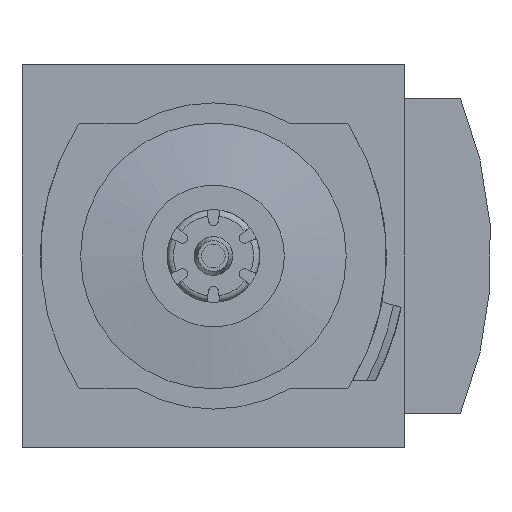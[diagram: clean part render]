
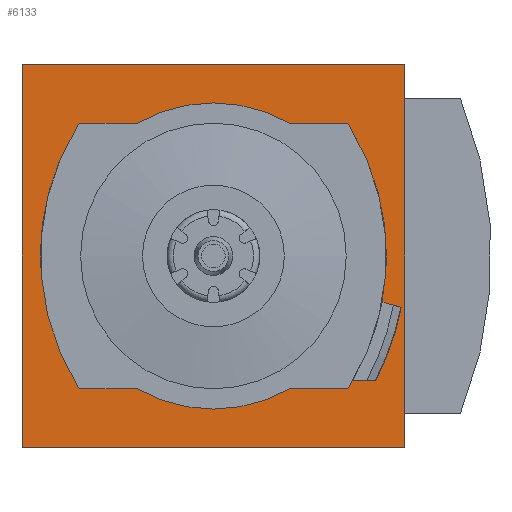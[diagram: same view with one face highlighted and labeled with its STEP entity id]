
A CAD part, front view. The second image highlights one B-rep face of the part: STEP entity #6133.
In plain terms, the highlighted planar face has unit normal (0, -1, 0).
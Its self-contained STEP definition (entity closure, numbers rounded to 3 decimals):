
#117=PLANE('',#6435);
#456=LINE('',#8636,#964);
#457=LINE('',#8639,#965);
#458=LINE('',#8641,#966);
#459=LINE('',#8643,#967);
#460=LINE('',#8644,#968);
#461=LINE('',#8648,#969);
#462=LINE('',#8651,#970);
#463=LINE('',#8655,#971);
#464=LINE('',#8660,#972);
#465=LINE('',#8664,#973);
#964=VECTOR('',#7153,1000.);
#965=VECTOR('',#7154,1000.);
#966=VECTOR('',#7155,1000.);
#967=VECTOR('',#7156,1000.);
#968=VECTOR('',#7157,1000.);
#969=VECTOR('',#7160,1000.);
#970=VECTOR('',#7163,1000.);
#971=VECTOR('',#7166,1000.);
#972=VECTOR('',#7171,1000.);
#973=VECTOR('',#7174,1000.);
#1297=CIRCLE('',#6427,40.);
#1299=CIRCLE('',#6429,40.);
#1303=CIRCLE('',#6434,40.);
#1304=CIRCLE('',#6436,41.2);
#1305=CIRCLE('',#6437,0.5);
#1306=CIRCLE('',#6438,24.8);
#1307=CIRCLE('',#6439,0.5);
#1308=CIRCLE('',#6440,0.5);
#1309=CIRCLE('',#6441,24.8);
#1310=CIRCLE('',#6442,0.5);
#1772=ORIENTED_EDGE('',*,*,#3020,.F.);
#1773=ORIENTED_EDGE('',*,*,#3021,.F.);
#1774=ORIENTED_EDGE('',*,*,#3022,.F.);
#1775=ORIENTED_EDGE('',*,*,#3023,.F.);
#1776=ORIENTED_EDGE('',*,*,#3009,.T.);
#1777=ORIENTED_EDGE('',*,*,#3024,.F.);
#1778=ORIENTED_EDGE('',*,*,#3025,.F.);
#1779=ORIENTED_EDGE('',*,*,#3026,.F.);
#1780=ORIENTED_EDGE('',*,*,#3005,.T.);
#1781=ORIENTED_EDGE('',*,*,#3027,.T.);
#1782=ORIENTED_EDGE('',*,*,#3028,.T.);
#1783=ORIENTED_EDGE('',*,*,#3029,.T.);
#1784=ORIENTED_EDGE('',*,*,#3030,.T.);
#1785=ORIENTED_EDGE('',*,*,#3031,.T.);
#1786=ORIENTED_EDGE('',*,*,#3017,.T.);
#1787=ORIENTED_EDGE('',*,*,#3032,.T.);
#1788=ORIENTED_EDGE('',*,*,#3033,.T.);
#1789=ORIENTED_EDGE('',*,*,#3034,.T.);
#1790=ORIENTED_EDGE('',*,*,#3035,.T.);
#1791=ORIENTED_EDGE('',*,*,#3036,.T.);
#3005=EDGE_CURVE('',#3630,#3629,#1297,.T.);
#3009=EDGE_CURVE('',#3626,#3633,#1299,.T.);
#3017=EDGE_CURVE('',#3638,#3641,#1303,.T.);
#3020=EDGE_CURVE('',#3642,#3643,#456,.T.);
#3021=EDGE_CURVE('',#3644,#3642,#457,.T.);
#3022=EDGE_CURVE('',#3645,#3644,#458,.T.);
#3023=EDGE_CURVE('',#3643,#3645,#459,.T.);
#3024=EDGE_CURVE('',#3646,#3633,#460,.T.);
#3025=EDGE_CURVE('',#3647,#3646,#1304,.F.);
#3026=EDGE_CURVE('',#3630,#3647,#461,.T.);
#3027=EDGE_CURVE('',#3629,#3648,#1305,.T.);
#3028=EDGE_CURVE('',#3648,#3649,#462,.T.);
#3029=EDGE_CURVE('',#3649,#3650,#1306,.T.);
#3030=EDGE_CURVE('',#3650,#3651,#463,.T.);
#3031=EDGE_CURVE('',#3651,#3638,#1307,.T.);
#3032=EDGE_CURVE('',#3641,#3652,#1308,.T.);
#3033=EDGE_CURVE('',#3652,#3653,#464,.T.);
#3034=EDGE_CURVE('',#3653,#3654,#1309,.T.);
#3035=EDGE_CURVE('',#3654,#3655,#465,.T.);
#3036=EDGE_CURVE('',#3655,#3626,#1310,.T.);
#3626=VERTEX_POINT('',#8601);
#3629=VERTEX_POINT('',#8606);
#3630=VERTEX_POINT('',#8608);
#3633=VERTEX_POINT('',#8614);
#3638=VERTEX_POINT('',#8626);
#3641=VERTEX_POINT('',#8631);
#3642=VERTEX_POINT('',#8637);
#3643=VERTEX_POINT('',#8638);
#3644=VERTEX_POINT('',#8640);
#3645=VERTEX_POINT('',#8642);
#3646=VERTEX_POINT('',#8645);
#3647=VERTEX_POINT('',#8647);
#3648=VERTEX_POINT('',#8650);
#3649=VERTEX_POINT('',#8652);
#3650=VERTEX_POINT('',#8654);
#3651=VERTEX_POINT('',#8656);
#3652=VERTEX_POINT('',#8659);
#3653=VERTEX_POINT('',#8661);
#3654=VERTEX_POINT('',#8663);
#3655=VERTEX_POINT('',#8665);
#3999=EDGE_LOOP('',(#1772,#1773,#1774,#1775));
#4000=EDGE_LOOP('',(#1776,#1777,#1778,#1779,#1780,#1781,#1782,#1783,#1784,
#1785,#1786,#1787,#1788,#1789,#1790,#1791));
#4290=FACE_BOUND('',#3999,.T.);
#4291=FACE_BOUND('',#4000,.T.);
#6133=ADVANCED_FACE('',(#4290,#4291),#117,.F.);
#6427=AXIS2_PLACEMENT_3D('',#8607,#7127,#7128);
#6429=AXIS2_PLACEMENT_3D('',#8615,#7133,#7134);
#6434=AXIS2_PLACEMENT_3D('',#8632,#7147,#7148);
#6435=AXIS2_PLACEMENT_3D('',#8635,#7151,#7152);
#6436=AXIS2_PLACEMENT_3D('',#8646,#7158,#7159);
#6437=AXIS2_PLACEMENT_3D('',#8649,#7161,#7162);
#6438=AXIS2_PLACEMENT_3D('',#8653,#7164,#7165);
#6439=AXIS2_PLACEMENT_3D('',#8657,#7167,#7168);
#6440=AXIS2_PLACEMENT_3D('',#8658,#7169,#7170);
#6441=AXIS2_PLACEMENT_3D('',#8662,#7172,#7173);
#6442=AXIS2_PLACEMENT_3D('',#8666,#7175,#7176);
#7127=DIRECTION('',(0.,1.,0.));
#7128=DIRECTION('',(1.,0.,0.));
#7133=DIRECTION('',(0.,1.,0.));
#7134=DIRECTION('',(1.,0.,0.));
#7147=DIRECTION('',(0.,1.,0.));
#7148=DIRECTION('',(1.,0.,0.));
#7151=DIRECTION('',(0.,1.,0.));
#7152=DIRECTION('',(0.,0.,1.));
#7153=DIRECTION('',(-1.,0.,0.));
#7154=DIRECTION('',(0.,0.,-1.));
#7155=DIRECTION('',(1.,0.,0.));
#7156=DIRECTION('',(0.,0.,1.));
#7157=DIRECTION('',(-0.966,0.,0.259));
#7158=DIRECTION('',(0.,1.,0.));
#7159=DIRECTION('',(0.,0.,1.));
#7160=DIRECTION('',(1.,0.,0.));
#7161=DIRECTION('',(0.,1.,0.));
#7162=DIRECTION('',(1.,0.,0.));
#7163=DIRECTION('',(-1.,0.,0.));
#7164=DIRECTION('',(0.,1.,0.));
#7165=DIRECTION('',(1.,0.,0.));
#7166=DIRECTION('',(-1.,0.,0.));
#7167=DIRECTION('',(0.,1.,0.));
#7168=DIRECTION('',(1.,0.,0.));
#7169=DIRECTION('',(0.,1.,0.));
#7170=DIRECTION('',(1.,0.,0.));
#7171=DIRECTION('',(1.,0.,0.));
#7172=DIRECTION('',(0.,1.,0.));
#7173=DIRECTION('',(1.,0.,0.));
#7174=DIRECTION('',(1.,0.,0.));
#7175=DIRECTION('',(0.,1.,0.));
#7176=DIRECTION('',(1.,0.,0.));
#8601=CARTESIAN_POINT('',(21.879,-45.5,21.266));
#8606=CARTESIAN_POINT('',(21.879,-45.5,-21.266));
#8607=CARTESIAN_POINT('',(-12.,-45.5,0.));
#8608=CARTESIAN_POINT('',(22.554,-45.5,-20.15));
#8614=CARTESIAN_POINT('',(27.298,-45.5,-7.463));
#8615=CARTESIAN_POINT('',(-12.,-45.5,0.));
#8626=CARTESIAN_POINT('',(-21.879,-45.5,-21.266));
#8631=CARTESIAN_POINT('',(-21.879,-45.5,21.266));
#8632=CARTESIAN_POINT('',(12.,-45.5,0.));
#8635=CARTESIAN_POINT('',(0.,-45.5,0.));
#8636=CARTESIAN_POINT('',(31.,-45.5,-31.));
#8637=CARTESIAN_POINT('',(31.,-45.5,-31.));
#8638=CARTESIAN_POINT('',(-31.,-45.5,-31.));
#8639=CARTESIAN_POINT('',(31.,-45.5,31.));
#8640=CARTESIAN_POINT('',(31.,-45.5,31.));
#8641=CARTESIAN_POINT('',(-31.,-45.5,31.));
#8642=CARTESIAN_POINT('',(-31.,-45.5,31.));
#8643=CARTESIAN_POINT('',(-31.,-45.5,-31.));
#8644=CARTESIAN_POINT('',(30.42,-45.5,-8.3));
#8645=CARTESIAN_POINT('',(28.487,-45.5,-7.782));
#8646=CARTESIAN_POINT('',(-12.,-45.5,-0.15));
#8647=CARTESIAN_POINT('',(24.02,-45.5,-20.15));
#8648=CARTESIAN_POINT('',(0.,-45.5,-20.15));
#8649=CARTESIAN_POINT('',(21.455,-45.5,-21.));
#8650=CARTESIAN_POINT('',(21.455,-45.5,-21.5));
#8651=CARTESIAN_POINT('',(21.455,-45.5,-21.5));
#8652=CARTESIAN_POINT('',(12.361,-45.5,-21.5));
#8653=CARTESIAN_POINT('',(0.,-45.5,0.));
#8654=CARTESIAN_POINT('',(-12.361,-45.5,-21.5));
#8655=CARTESIAN_POINT('',(-12.361,-45.5,-21.5));
#8656=CARTESIAN_POINT('',(-21.455,-45.5,-21.5));
#8657=CARTESIAN_POINT('',(-21.455,-45.5,-21.));
#8658=CARTESIAN_POINT('',(-21.455,-45.5,21.));
#8659=CARTESIAN_POINT('',(-21.455,-45.5,21.5));
#8660=CARTESIAN_POINT('',(-21.455,-45.5,21.5));
#8661=CARTESIAN_POINT('',(-12.361,-45.5,21.5));
#8662=CARTESIAN_POINT('',(0.,-45.5,0.));
#8663=CARTESIAN_POINT('',(12.361,-45.5,21.5));
#8664=CARTESIAN_POINT('',(12.361,-45.5,21.5));
#8665=CARTESIAN_POINT('',(21.455,-45.5,21.5));
#8666=CARTESIAN_POINT('',(21.455,-45.5,21.));
